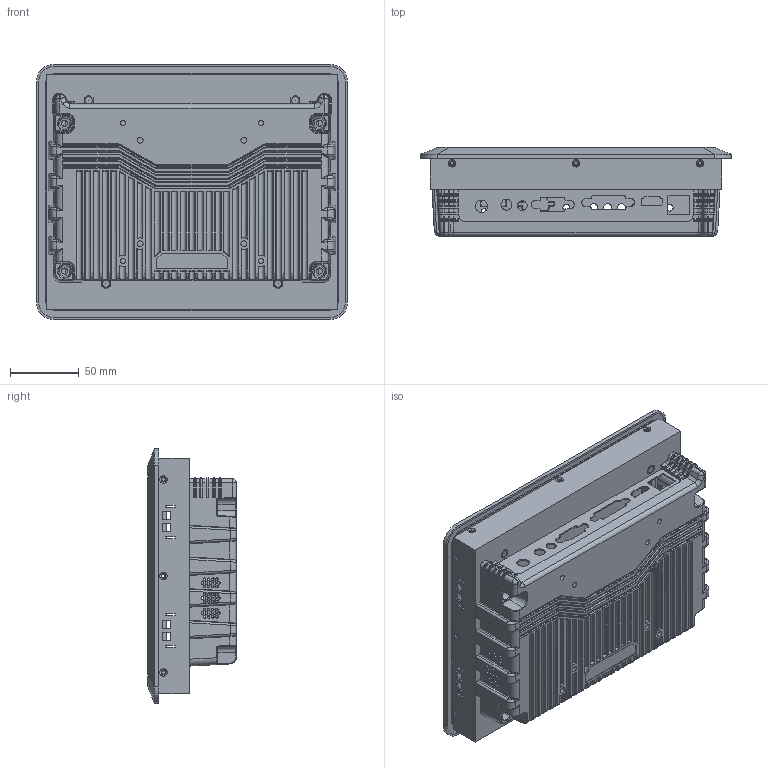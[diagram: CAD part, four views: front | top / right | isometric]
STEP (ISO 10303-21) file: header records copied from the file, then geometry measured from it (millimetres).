
FILE_DESCRIPTION((''),'2;1');
FILE_NAME('8_INCH_-ALL_ASM_ASM','2024-06-11T16:37:25',('Administrator'),(''),'CREO PARAMETRIC BY PTC INC, 2022164','CREO PARAMETRIC BY PTC INC, 2022164','');
FILE_SCHEMA(('AUTOMOTIVE_DESIGN { 1 0 10303 214 1 1 1 1 }'));
Products named in the file (15): 080-00_33; TP36_003_3000035_6_1; TP36_003_3000035_6_ASM; 080--0001_ASM_27_ASM; 080-00_20; BSO-M3-5_5-_1; 080-0002_ASM_17_ASM; 070-080-HG_29; 080-0004_ASM_14_ASM; DOWN_IO_PANEL_7_CTX_JWS-2483_2; 070-0001_28; UP_IO_PANNEL_7_CTX_M_ASM_13_ASM; 080-0005_ASM_19_ASM; 0_8INCH_-ALL00_ASM_103_ASM; 8_INCH_-ALL_ASM_ASM
Assembly tree (17 placements, depth 5):
  8_INCH_-ALL_ASM_ASM
    0_8INCH_-ALL00_ASM_103_ASM
      080--0001_ASM_27_ASM
        080-00_33
        TP36_003_3000035_6_ASM
          TP36_003_3000035_6_1
      080-0002_ASM_17_ASM
        080-00_20
        BSO-M3-5_5-_1  x4
      080-0004_ASM_14_ASM
        070-080-HG_29
      080-0005_ASM_19_ASM
        DOWN_IO_PANEL_7_CTX_JWS-2483_2
        UP_IO_PANNEL_7_CTX_M_ASM_13_ASM
          070-0001_28
Bounding box: 225.5 x 64.5 x 185 mm (x, y, z)
Volume: 388941.5 mm3; surface area: 307850.9 mm2
Topology: 10 solids, 14 shells, 3090 faces, 8072 edges, 5009 vertices
Faces by surface type: cylinder 1148, plane 1013, bspline 307, torus 282, extrusion 164, cone 134, sphere 42
Entity records: 136238 total; most frequent: CARTESIAN_POINT 42674, ORIENTED_EDGE 15632, DIRECTION 14416, EDGE_CURVE 7818, AXIS2_PLACEMENT_3D 5185, VERTEX_POINT 4892, VECTOR 4046, LINE 3882
